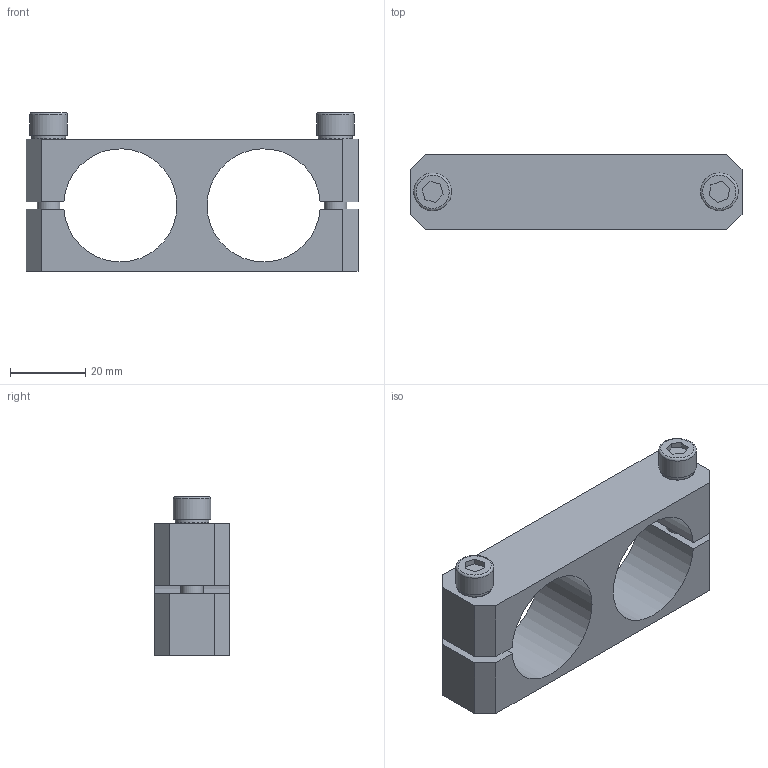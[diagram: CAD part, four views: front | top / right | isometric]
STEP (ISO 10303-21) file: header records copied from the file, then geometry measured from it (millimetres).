
FILE_DESCRIPTION(('STEP AP214'),'1');
FILE_NAME('CA.PKS.3030.38.stp','2017-07-18T09:28:29',(' '),(' '),'Spatial InterOp 3D',' ',' ');
FILE_SCHEMA(('automotive_design'));
Length unit declared in the file: millimetre
Products named in the file (4): PKS.3030.38; R.6.SCH; V-tcei M  6 x 35
Assembly tree (5 placements, depth 2):
  (unnamed)
    PKS.3030.38
    R.6.SCH  x2
    V-tcei M  6 x 35  x2
Bounding box: 88 x 20 x 42.1 mm (x, y, z)
Volume: 32600.1 mm3; surface area: 15427.4 mm2
Topology: 5 solids, 5 shells, 444 faces, 1292 edges, 858 vertices
Faces by surface type: plane 424, cylinder 14, torus 4, cone 2
Full cylindrical faces by diameter (mm): 5.5 x2, 6 x2, 6.2 x4, 9 x2, 10 x2
Entity records: 9715 total; most frequent: DIRECTION 1362, CARTESIAN_POINT 1361, ORIENTED_EDGE 1338, EDGE_CURVE 669, LINE 458, VECTOR 458, AXIS2_PLACEMENT_3D 452, VERTEX_POINT 451
